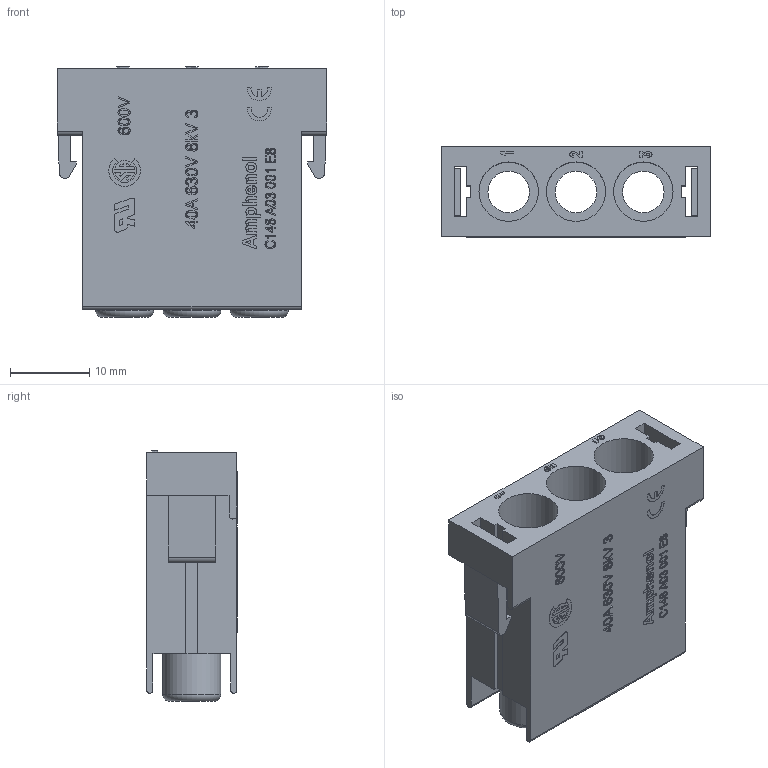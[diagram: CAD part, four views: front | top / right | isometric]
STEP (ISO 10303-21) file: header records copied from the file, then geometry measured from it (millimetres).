
FILE_DESCRIPTION(/* description */ (''),/* implementation_level */ '2;1');
FILE_NAME(/* name */ 'c146 a03 001 e8nxc001-02.stp',/* time_stamp */ '2021-04-08T10:55:03+02:00',/* author */ (''),/* organization */ (''),/* preprocessor_version */ 'ST-DEVELOPER v16.7',/* originating_system */ 'SIEMENS PLM Software NX 12.0',/* authorisation */ '');
FILE_SCHEMA (('AUTOMOTIVE_DESIGN { 1 0 10303 214 3 1 1 1 }'));
Length unit declared in the file: millimetre
Products named in the file (6): CSA-Logo_04-01_32541ID; c146 a03 000 e8nxm001-01_32539ID; UL-Logo_2.5-01_32543ID; CE-ZEICHEN_3-01_32545ID; c146 a03 001 e8nxm001-04_SOLID; c146 a03 001 e8nxc001-02
Assembly tree (5 placements, depth 3):
  c146 a03 001 e8nxc001-02
    c146 a03 001 e8nxm001-04_SOLID
      CE-ZEICHEN_3-01_32545ID
      UL-Logo_2.5-01_32543ID
      c146 a03 000 e8nxm001-01_32539ID
      CSA-Logo_04-01_32541ID
Bounding box: 34 x 11.45 x 31.59 mm (x, y, z)
Volume: 5701.1 mm3; surface area: 6211.9 mm2
Topology: 3 solids, 3 shells, 541 faces, 1382 edges, 922 vertices
Faces by surface type: plane 370, extrusion 127, cylinder 41, torus 3
Full cylindrical faces by diameter (mm): 5.25 x3, 6 x3, 7.3 x3, 7.5 x3
Entity records: 19958 total; most frequent: CARTESIAN_POINT 6714, ORIENTED_EDGE 2710, DIRECTION 2055, EDGE_CURVE 1355, VECTOR 991, VERTEX_POINT 910, LINE 864, EDGE_LOOP 641
